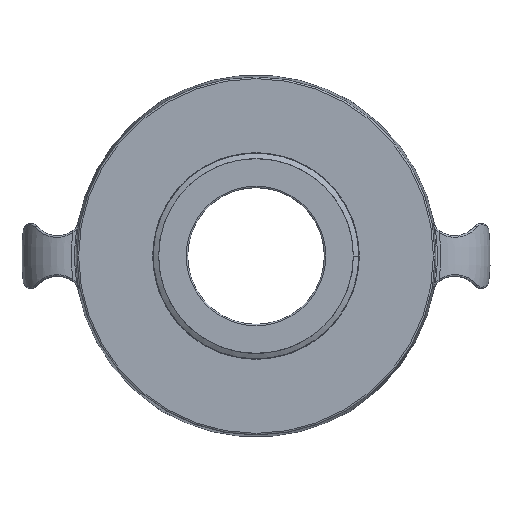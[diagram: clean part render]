
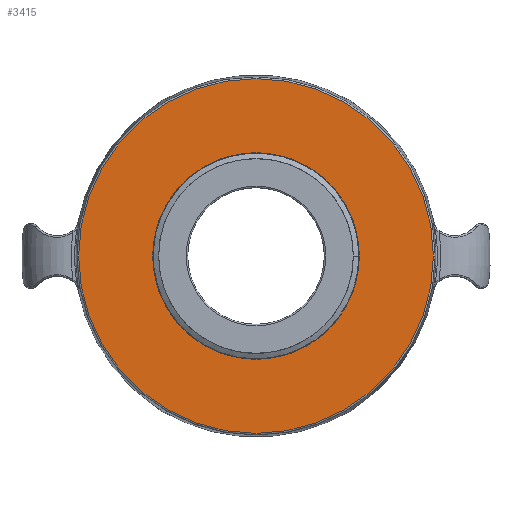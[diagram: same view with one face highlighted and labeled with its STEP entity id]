
A CAD part, front view. The second image highlights one B-rep face of the part: STEP entity #3415.
In plain terms, the highlighted planar face has unit normal (0, -1, 0).
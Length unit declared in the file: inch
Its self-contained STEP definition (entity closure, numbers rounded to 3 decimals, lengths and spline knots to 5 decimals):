
#1=CARTESIAN_POINT('',(0.,0.875,0.));
#2=DIRECTION('',(0.,-1.,0.));
#3=DIRECTION('',(0.,0.,-1.));
#4=AXIS2_PLACEMENT_3D('',#1,#2,#3);
#6=CARTESIAN_POINT('',(0.,0.875,0.));
#7=DIRECTION('',(0.,-1.,0.));
#8=DIRECTION('',(0.,0.,1.));
#9=AXIS2_PLACEMENT_3D('',#6,#7,#8);
#11=CARTESIAN_POINT('',(0.,0.875,0.));
#12=DIRECTION('',(0.,-1.,0.));
#13=DIRECTION('',(1.,0.,0.));
#14=AXIS2_PLACEMENT_3D('',#11,#12,#13);
#16=CARTESIAN_POINT('',(0.,0.875,0.));
#17=DIRECTION('',(0.,-1.,0.));
#18=DIRECTION('',(-1.,0.,0.));
#19=AXIS2_PLACEMENT_3D('',#16,#17,#18);
#3254=CARTESIAN_POINT('',(0.,0.875,-0.99315));
#3255=CARTESIAN_POINT('',(0.,0.875,0.99315));
#3256=VERTEX_POINT('',#3254);
#3257=VERTEX_POINT('',#3255);
#3270=CARTESIAN_POINT('',(1.70452,0.875,0.));
#3271=CARTESIAN_POINT('',(-1.70452,0.875,0.));
#3272=VERTEX_POINT('',#3270);
#3273=VERTEX_POINT('',#3271);
#3398=CARTESIAN_POINT('',(0.,0.875,0.));
#3399=DIRECTION('',(0.,1.,0.));
#3400=DIRECTION('',(1.,0.,0.));
#3401=AXIS2_PLACEMENT_3D('',#3398,#3399,#3400);
#3402=PLANE('',#3401);
#3404=ORIENTED_EDGE('',*,*,#3403,.F.);
#3406=ORIENTED_EDGE('',*,*,#3405,.F.);
#3407=EDGE_LOOP('',(#3404,#3406));
#3408=FACE_OUTER_BOUND('',#3407,.F.);
#3410=ORIENTED_EDGE('',*,*,#3409,.T.);
#3412=ORIENTED_EDGE('',*,*,#3411,.T.);
#3413=EDGE_LOOP('',(#3410,#3412));
#3414=FACE_BOUND('',#3413,.F.);
#3415=ADVANCED_FACE('',(#3408,#3414),#3402,.F.);
#5=CIRCLE('',#4,0.99315);
#10=CIRCLE('',#9,0.99315);
#15=CIRCLE('',#14,1.70452);
#20=CIRCLE('',#19,1.70452);
#3403=EDGE_CURVE('',#3272,#3273,#15,.T.);
#3405=EDGE_CURVE('',#3273,#3272,#20,.T.);
#3409=EDGE_CURVE('',#3256,#3257,#5,.T.);
#3411=EDGE_CURVE('',#3257,#3256,#10,.T.);
